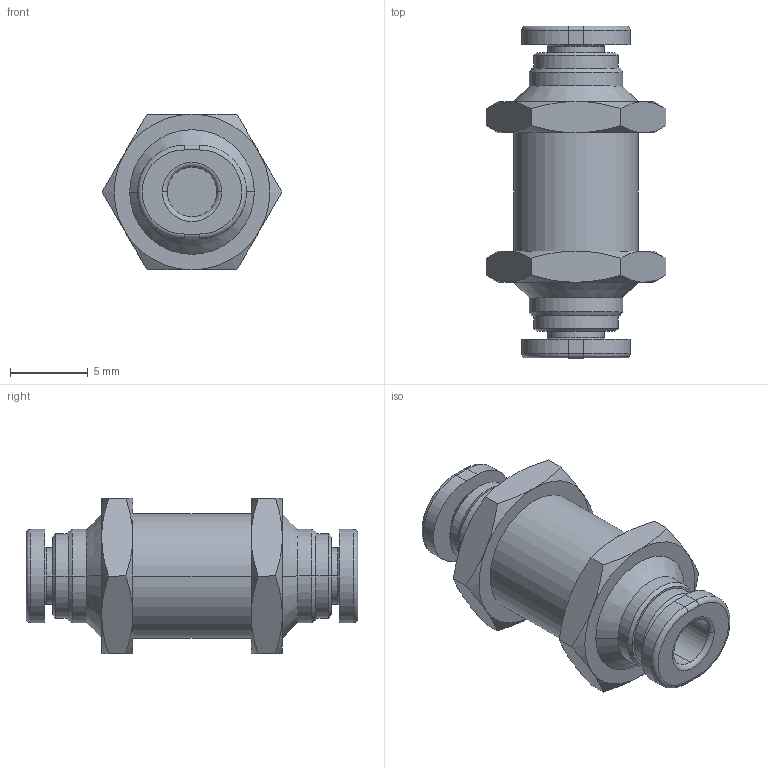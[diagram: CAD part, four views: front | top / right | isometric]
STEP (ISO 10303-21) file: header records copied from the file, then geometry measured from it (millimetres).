
FILE_DESCRIPTION((''),'2;1');
FILE_NAME('PMM03C-mdt.stp','2017-07-24T14:51:44',(''),(''),'Mechanical Desktop 2009','Mechanical Desktop 2009',', , ');
FILE_SCHEMA(('CONFIG_CONTROL_DESIGN'));
Length unit declared in the file: millimetre
Products named in the file (3): PMM03C-MDTA; PMM03C-MDT; COLLAR-C03C
Assembly tree (3 placements, depth 2):
  PMM03C-MDTA
    PMM03C-MDT
    COLLAR-C03C  x2
Bounding box: 11.55 x 21.3 x 10 mm (x, y, z)
Volume: 839.1 mm3; surface area: 998.9 mm2
Topology: 1 solids, 1 shells, 104 faces, 222 edges, 132 vertices
Faces by surface type: cone 40, plane 30, cylinder 26, torus 8
Entity records: 2873 total; most frequent: CARTESIAN_POINT 558, DIRECTION 498, ORIENTED_EDGE 444, EDGE_CURVE 222, AXIS2_PLACEMENT_3D 216, VERTEX_POINT 132, EDGE_LOOP 116, CIRCLE 108
